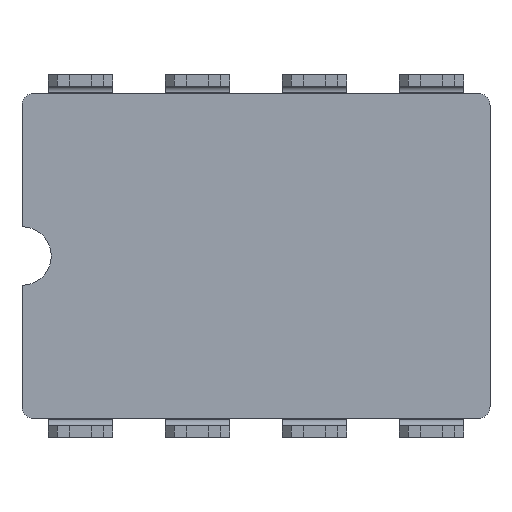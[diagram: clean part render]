
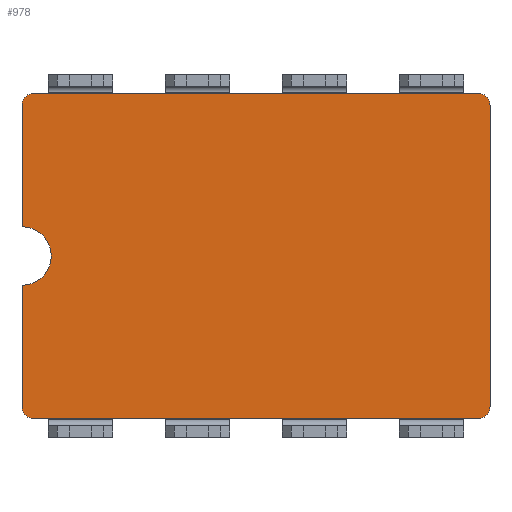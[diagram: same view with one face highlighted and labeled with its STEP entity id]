
A CAD part, front view. The second image highlights one B-rep face of the part: STEP entity #978.
In plain terms, the highlighted planar face has unit normal (0, -1, 0).
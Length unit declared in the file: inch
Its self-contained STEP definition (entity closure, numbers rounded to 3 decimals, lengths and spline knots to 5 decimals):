
#418=CARTESIAN_POINT('',(-0.2,-0.086,0.));
#419=DIRECTION('',(0.,1.,0.));
#420=DIRECTION('',(0.,0.,1.));
#421=AXIS2_PLACEMENT_3D('',#418,#419,#420);
#426=DIRECTION('',(0.,0.,-1.));
#427=VECTOR('',#426,0.104);
#428=CARTESIAN_POINT('',(-0.2,-0.086,0.129));
#429=LINE('',#428,#427);
#433=CARTESIAN_POINT('',(-0.19,-0.086,0.129));
#434=DIRECTION('',(0.,-1.,0.));
#435=DIRECTION('',(0.,0.,1.));
#436=AXIS2_PLACEMENT_3D('',#433,#434,#435);
#441=DIRECTION('',(-1.,0.,0.));
#442=VECTOR('',#441,0.38);
#443=CARTESIAN_POINT('',(0.19,-0.086,0.139));
#444=LINE('',#443,#442);
#448=CARTESIAN_POINT('',(0.19,-0.086,0.129));
#449=DIRECTION('',(0.,-1.,0.));
#450=DIRECTION('',(1.,0.,0.));
#451=AXIS2_PLACEMENT_3D('',#448,#449,#450);
#456=DIRECTION('',(0.,0.,1.));
#457=VECTOR('',#456,0.258);
#458=CARTESIAN_POINT('',(0.2,-0.086,-0.129));
#459=LINE('',#458,#457);
#463=CARTESIAN_POINT('',(0.19,-0.086,-0.129));
#464=DIRECTION('',(0.,-1.,0.));
#465=DIRECTION('',(0.,0.,-1.));
#466=AXIS2_PLACEMENT_3D('',#463,#464,#465);
#471=DIRECTION('',(1.,0.,0.));
#472=VECTOR('',#471,0.38);
#473=CARTESIAN_POINT('',(-0.19,-0.086,-0.139));
#474=LINE('',#473,#472);
#478=CARTESIAN_POINT('',(-0.19,-0.086,-0.129));
#479=DIRECTION('',(0.,-1.,0.));
#480=DIRECTION('',(-1.,0.,0.));
#481=AXIS2_PLACEMENT_3D('',#478,#479,#480);
#486=DIRECTION('',(0.,0.,-1.));
#487=VECTOR('',#486,0.104);
#488=CARTESIAN_POINT('',(-0.2,-0.086,-0.025));
#489=LINE('',#488,#487);
#579=CARTESIAN_POINT('',(0.19,-0.086,-0.139));
#580=CARTESIAN_POINT('',(0.2,-0.086,-0.129));
#581=VERTEX_POINT('',#579);
#582=VERTEX_POINT('',#580);
#583=CARTESIAN_POINT('',(0.2,-0.086,0.129));
#584=VERTEX_POINT('',#583);
#585=CARTESIAN_POINT('',(0.19,-0.086,0.139));
#586=VERTEX_POINT('',#585);
#587=CARTESIAN_POINT('',(-0.19,-0.086,0.139));
#588=VERTEX_POINT('',#587);
#589=CARTESIAN_POINT('',(-0.2,-0.086,0.129));
#590=VERTEX_POINT('',#589);
#591=CARTESIAN_POINT('',(-0.2,-0.086,-0.129));
#592=CARTESIAN_POINT('',(-0.19,-0.086,-0.139));
#593=VERTEX_POINT('',#591);
#594=VERTEX_POINT('',#592);
#647=CARTESIAN_POINT('',(-0.2,-0.086,0.025));
#648=CARTESIAN_POINT('',(-0.2,-0.086,-0.025));
#649=VERTEX_POINT('',#647);
#650=VERTEX_POINT('',#648);
#952=CARTESIAN_POINT('',(0.,-0.086,0.));
#953=DIRECTION('',(0.,-1.,0.));
#954=DIRECTION('',(-1.,0.,0.));
#955=AXIS2_PLACEMENT_3D('',#952,#953,#954);
#956=PLANE('',#955);
#957=ORIENTED_EDGE('',*,*,#942,.F.);
#959=ORIENTED_EDGE('',*,*,#958,.F.);
#961=ORIENTED_EDGE('',*,*,#960,.F.);
#963=ORIENTED_EDGE('',*,*,#962,.F.);
#965=ORIENTED_EDGE('',*,*,#964,.F.);
#967=ORIENTED_EDGE('',*,*,#966,.F.);
#969=ORIENTED_EDGE('',*,*,#968,.F.);
#971=ORIENTED_EDGE('',*,*,#970,.F.);
#973=ORIENTED_EDGE('',*,*,#972,.F.);
#975=ORIENTED_EDGE('',*,*,#974,.F.);
#976=EDGE_LOOP('',(#957,#959,#961,#963,#965,#967,#969,#971,#973,#975));
#977=FACE_OUTER_BOUND('',#976,.F.);
#978=ADVANCED_FACE('',(#977),#956,.T.);
#422=CIRCLE('',#421,0.025);
#437=CIRCLE('',#436,0.01);
#452=CIRCLE('',#451,0.01);
#467=CIRCLE('',#466,0.01);
#482=CIRCLE('',#481,0.01);
#942=EDGE_CURVE('',#649,#650,#422,.T.);
#958=EDGE_CURVE('',#590,#649,#429,.T.);
#960=EDGE_CURVE('',#588,#590,#437,.T.);
#962=EDGE_CURVE('',#586,#588,#444,.T.);
#964=EDGE_CURVE('',#584,#586,#452,.T.);
#966=EDGE_CURVE('',#582,#584,#459,.T.);
#968=EDGE_CURVE('',#581,#582,#467,.T.);
#970=EDGE_CURVE('',#594,#581,#474,.T.);
#972=EDGE_CURVE('',#593,#594,#482,.T.);
#974=EDGE_CURVE('',#650,#593,#489,.T.);
